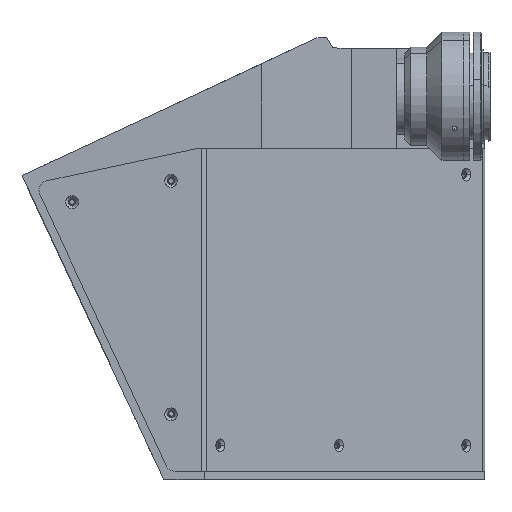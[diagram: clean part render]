
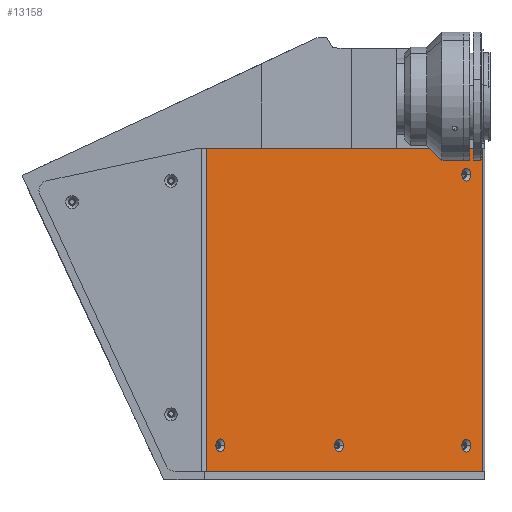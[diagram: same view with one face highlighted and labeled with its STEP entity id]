
A CAD part, top view. The second image highlights one B-rep face of the part: STEP entity #13158.
In plain terms, the highlighted planar face has unit normal (0.707, 0, 0.707).
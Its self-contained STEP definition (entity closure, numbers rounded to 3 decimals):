
#438 = CARTESIAN_POINT ( 'NONE',  ( -38.544, 70., 178.228 ) ) ;
#479 = ORIENTED_EDGE ( 'NONE', *, *, #18876, .T. ) ;
#628 = EDGE_CURVE ( 'NONE', #17504, #12578, #18613, .T. ) ;
#724 = LINE ( 'NONE', #3420, #15390 ) ;
#767 = VERTEX_POINT ( 'NONE', #10280 ) ;
#1370 = EDGE_LOOP ( 'NONE', ( #13437, #8650 ) ) ;
#1438 = CARTESIAN_POINT ( 'NONE',  ( -38.544, -91., 178.228 ) ) ;
#1449 = DIRECTION ( 'NONE',  ( 0.707, 0., 0.707 ) ) ;
#1578 = EDGE_LOOP ( 'NONE', ( #5300, #15201 ) ) ;
#1738 = EDGE_CURVE ( 'NONE', #7140, #14745, #9688, .T. ) ;
#1742 = DIRECTION ( 'NONE',  ( 0.707, 0., 0.707 ) ) ;
#1785 = CIRCLE ( 'NONE', #16058, 3.15 ) ;
#2130 = CARTESIAN_POINT ( 'NONE',  ( -38.544, 346.506, 178.228 ) ) ;
#2132 = EDGE_CURVE ( 'NONE', #17336, #2257, #2287, .T. ) ;
#2192 = DIRECTION ( 'NONE',  ( 0., -1., 0. ) ) ;
#2257 = VERTEX_POINT ( 'NONE', #5949 ) ;
#2261 = EDGE_CURVE ( 'NONE', #17858, #15603, #1785, .T. ) ;
#2287 = CIRCLE ( 'NONE', #15428, 3.15 ) ;
#2875 = DIRECTION ( 'NONE',  ( 0.707, 0., -0.707 ) ) ;
#3214 = ORIENTED_EDGE ( 'NONE', *, *, #9092, .T. ) ;
#3383 = AXIS2_PLACEMENT_3D ( 'NONE', #3721, #14007, #5193 ) ;
#3420 = CARTESIAN_POINT ( 'NONE',  ( -39.716, -91., 179.4 ) ) ;
#3495 = DIRECTION ( 'NONE',  ( 0.707, 0., 0.707 ) ) ;
#3526 = ORIENTED_EDGE ( 'NONE', *, *, #18387, .F. ) ;
#3721 = CARTESIAN_POINT ( 'NONE',  ( 27.314, -78., 112.371 ) ) ;
#4263 = DIRECTION ( 'NONE',  ( 0.707, 0., 0.707 ) ) ;
#4371 = CARTESIAN_POINT ( 'NONE',  ( -39.716, 346.506, 179.4 ) ) ;
#4683 = VECTOR ( 'NONE', #16804, 1000. ) ;
#4958 = VECTOR ( 'NONE', #2875, 1000. ) ;
#5090 = AXIS2_PLACEMENT_3D ( 'NONE', #7040, #17330, #8528 ) ;
#5193 = DIRECTION ( 'NONE',  ( 0.707, 0., -0.707 ) ) ;
#5300 = ORIENTED_EDGE ( 'NONE', *, *, #6568, .F. ) ;
#5675 = FACE_OUTER_BOUND ( 'NONE', #10437, .T. ) ;
#5836 = AXIS2_PLACEMENT_3D ( 'NONE', #10524, #1742, #12006 ) ;
#5848 = DIRECTION ( 'NONE',  ( -0.707, 0., 0.707 ) ) ;
#5939 = DIRECTION ( 'NONE',  ( 0.707, 0., 0.707 ) ) ;
#5949 = CARTESIAN_POINT ( 'NONE',  ( 92.947, 57., 46.738 ) ) ;
#6061 = ORIENTED_EDGE ( 'NONE', *, *, #2132, .F. ) ;
#6070 = DIRECTION ( 'NONE',  ( 0.707, 0., 0.707 ) ) ;
#6096 = CARTESIAN_POINT ( 'NONE',  ( 98.828, 70., 40.856 ) ) ;
#6127 = FACE_BOUND ( 'NONE', #1370, .T. ) ;
#6568 = EDGE_CURVE ( 'NONE', #14745, #7140, #8946, .T. ) ;
#6584 = VERTEX_POINT ( 'NONE', #6096 ) ;
#6677 = EDGE_LOOP ( 'NONE', ( #3526, #16647 ) ) ;
#6784 = EDGE_CURVE ( 'NONE', #767, #16068, #18897, .T. ) ;
#7040 = CARTESIAN_POINT ( 'NONE',  ( -31.849, -78., 171.534 ) ) ;
#7132 = ORIENTED_EDGE ( 'NONE', *, *, #14866, .F. ) ;
#7140 = VERTEX_POINT ( 'NONE', #13103 ) ;
#7234 = PLANE ( 'NONE',  #14680 ) ;
#8169 = CARTESIAN_POINT ( 'NONE',  ( 98.828, -91., 40.856 ) ) ;
#8528 = DIRECTION ( 'NONE',  ( 0.707, 0., -0.707 ) ) ;
#8589 = LINE ( 'NONE', #9439, #4683 ) ;
#8650 = ORIENTED_EDGE ( 'NONE', *, *, #6784, .F. ) ;
#8655 = CARTESIAN_POINT ( 'NONE',  ( 88.492, -78., 51.192 ) ) ;
#8827 = EDGE_LOOP ( 'NONE', ( #7132, #6061 ) ) ;
#8866 = LINE ( 'NONE', #13089, #4958 ) ;
#8870 = CIRCLE ( 'NONE', #17889, 3.15 ) ;
#8946 = CIRCLE ( 'NONE', #5836, 3.15 ) ;
#9092 = EDGE_CURVE ( 'NONE', #12578, #16859, #724, .T. ) ;
#9439 = CARTESIAN_POINT ( 'NONE',  ( 98.828, 346.506, 40.856 ) ) ;
#9586 = FACE_BOUND ( 'NONE', #8827, .T. ) ;
#9636 = ORIENTED_EDGE ( 'NONE', *, *, #628, .T. ) ;
#9674 = ORIENTED_EDGE ( 'NONE', *, *, #13930, .F. ) ;
#9688 = CIRCLE ( 'NONE', #3383, 3.15 ) ;
#10051 = FACE_BOUND ( 'NONE', #6677, .T. ) ;
#10253 = CARTESIAN_POINT ( 'NONE',  ( 90.719, -78., 48.965 ) ) ;
#10280 = CARTESIAN_POINT ( 'NONE',  ( -34.077, -78., 173.761 ) ) ;
#10437 = EDGE_LOOP ( 'NONE', ( #3214, #479, #9674, #9636 ) ) ;
#10524 = CARTESIAN_POINT ( 'NONE',  ( 27.314, -78., 112.371 ) ) ;
#10823 = VECTOR ( 'NONE', #2192, 1000. ) ;
#11719 = DIRECTION ( 'NONE',  ( 0.707, 0., -0.707 ) ) ;
#11758 = AXIS2_PLACEMENT_3D ( 'NONE', #12300, #3495, #13796 ) ;
#12006 = DIRECTION ( 'NONE',  ( 0.707, 0., -0.707 ) ) ;
#12243 = CIRCLE ( 'NONE', #11758, 3.15 ) ;
#12300 = CARTESIAN_POINT ( 'NONE',  ( -31.849, -78., 171.534 ) ) ;
#12461 = CARTESIAN_POINT ( 'NONE',  ( -29.622, -78., 169.306 ) ) ;
#12578 = VERTEX_POINT ( 'NONE', #1438 ) ;
#13047 = CARTESIAN_POINT ( 'NONE',  ( 90.719, 57., 48.965 ) ) ;
#13089 = CARTESIAN_POINT ( 'NONE',  ( -39.716, 70., 179.4 ) ) ;
#13103 = CARTESIAN_POINT ( 'NONE',  ( 25.086, -78., 114.598 ) ) ;
#13158 = ADVANCED_FACE ( 'NONE', ( #17388, #6127, #10051, #9586, #5675 ), #7234, .F. ) ;
#13437 = ORIENTED_EDGE ( 'NONE', *, *, #18071, .F. ) ;
#13796 = DIRECTION ( 'NONE',  ( 0.707, 0., -0.707 ) ) ;
#13930 = EDGE_CURVE ( 'NONE', #17504, #6584, #8866, .T. ) ;
#14007 = DIRECTION ( 'NONE',  ( 0.707, 0., 0.707 ) ) ;
#14519 = DIRECTION ( 'NONE',  ( 0.707, 0., -0.707 ) ) ;
#14626 = DIRECTION ( 'NONE',  ( -0.707, 0., -0.707 ) ) ;
#14680 = AXIS2_PLACEMENT_3D ( 'NONE', #4371, #14626, #5848 ) ;
#14719 = CARTESIAN_POINT ( 'NONE',  ( 90.719, 57., 48.965 ) ) ;
#14745 = VERTEX_POINT ( 'NONE', #18527 ) ;
#14849 = CARTESIAN_POINT ( 'NONE',  ( 90.719, -78., 48.965 ) ) ;
#14866 = EDGE_CURVE ( 'NONE', #2257, #17336, #18867, .T. ) ;
#15068 = AXIS2_PLACEMENT_3D ( 'NONE', #13047, #4263, #14519 ) ;
#15201 = ORIENTED_EDGE ( 'NONE', *, *, #1738, .F. ) ;
#15390 = VECTOR ( 'NONE', #18120, 1000. ) ;
#15428 = AXIS2_PLACEMENT_3D ( 'NONE', #14719, #5939, #16201 ) ;
#15603 = VERTEX_POINT ( 'NONE', #16901 ) ;
#16058 = AXIS2_PLACEMENT_3D ( 'NONE', #14849, #6070, #16325 ) ;
#16068 = VERTEX_POINT ( 'NONE', #12461 ) ;
#16201 = DIRECTION ( 'NONE',  ( 0.707, 0., -0.707 ) ) ;
#16325 = DIRECTION ( 'NONE',  ( 0.707, 0., -0.707 ) ) ;
#16647 = ORIENTED_EDGE ( 'NONE', *, *, #2261, .F. ) ;
#16804 = DIRECTION ( 'NONE',  ( 0., 1., 0. ) ) ;
#16859 = VERTEX_POINT ( 'NONE', #8169 ) ;
#16901 = CARTESIAN_POINT ( 'NONE',  ( 92.947, -78., 46.738 ) ) ;
#17330 = DIRECTION ( 'NONE',  ( 0.707, 0., 0.707 ) ) ;
#17336 = VERTEX_POINT ( 'NONE', #18475 ) ;
#17388 = FACE_BOUND ( 'NONE', #1578, .T. ) ;
#17504 = VERTEX_POINT ( 'NONE', #438 ) ;
#17858 = VERTEX_POINT ( 'NONE', #8655 ) ;
#17889 = AXIS2_PLACEMENT_3D ( 'NONE', #10253, #1449, #11719 ) ;
#18071 = EDGE_CURVE ( 'NONE', #16068, #767, #12243, .T. ) ;
#18120 = DIRECTION ( 'NONE',  ( 0.707, 0., -0.707 ) ) ;
#18387 = EDGE_CURVE ( 'NONE', #15603, #17858, #8870, .T. ) ;
#18475 = CARTESIAN_POINT ( 'NONE',  ( 88.492, 57., 51.192 ) ) ;
#18527 = CARTESIAN_POINT ( 'NONE',  ( 29.541, -78., 110.143 ) ) ;
#18613 = LINE ( 'NONE', #2130, #10823 ) ;
#18867 = CIRCLE ( 'NONE', #15068, 3.15 ) ;
#18876 = EDGE_CURVE ( 'NONE', #16859, #6584, #8589, .T. ) ;
#18897 = CIRCLE ( 'NONE', #5090, 3.15 ) ;
